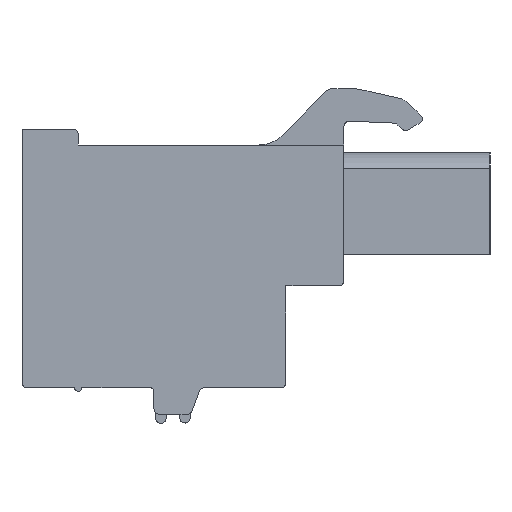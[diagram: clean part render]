
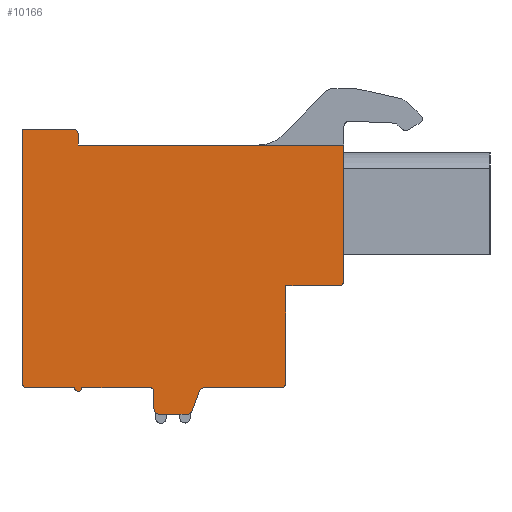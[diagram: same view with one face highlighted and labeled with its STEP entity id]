
A CAD part, left-side view. The second image highlights one B-rep face of the part: STEP entity #10166.
In plain terms, the highlighted planar face has unit normal (-1, 0, 0).
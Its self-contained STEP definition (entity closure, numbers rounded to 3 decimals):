
#102=DIRECTION('',(0.,0.,1.));
#103=VECTOR('',#102,5.5);
#104=CARTESIAN_POINT('',(-61.58,-2.36,-6.54));
#105=LINE('',#104,#103);
#110=CARTESIAN_POINT('',(-61.58,-5.36,-0.74));
#111=DIRECTION('',(1.,0.,0.));
#112=DIRECTION('',(0.,-1.,0.));
#113=AXIS2_PLACEMENT_3D('',#110,#111,#112);
#115=DIRECTION('',(0.,-1.,0.));
#116=VECTOR('',#115,3.);
#117=CARTESIAN_POINT('',(-61.58,-2.36,-1.04));
#118=LINE('',#117,#116);
#119=CARTESIAN_POINT('',(-61.58,-2.06,-6.54));
#120=DIRECTION('',(1.,0.,0.));
#121=DIRECTION('',(0.,-1.,0.));
#122=AXIS2_PLACEMENT_3D('',#119,#120,#121);
#124=DIRECTION('',(0.,1.,0.));
#125=VECTOR('',#124,4.34);
#126=CARTESIAN_POINT('',(-61.58,-2.06,-6.84));
#127=LINE('',#126,#125);
#128=CARTESIAN_POINT('',(-61.58,2.28,-7.14));
#129=DIRECTION('',(-1.,0.,0.));
#130=DIRECTION('',(0.,0.,1.));
#131=AXIS2_PLACEMENT_3D('',#128,#129,#130);
#133=DIRECTION('',(0.,0.345,-0.939));
#134=VECTOR('',#133,1.179);
#135=CARTESIAN_POINT('',(-61.58,2.562,-7.037));
#136=LINE('',#135,#134);
#137=CARTESIAN_POINT('',(-61.58,3.25,-8.04));
#138=DIRECTION('',(1.,0.,0.));
#139=DIRECTION('',(0.,-0.939,-0.345));
#140=AXIS2_PLACEMENT_3D('',#137,#138,#139);
#142=DIRECTION('',(0.,1.,0.));
#143=VECTOR('',#142,1.59);
#144=CARTESIAN_POINT('',(-61.58,3.25,-8.34));
#145=LINE('',#144,#143);
#146=CARTESIAN_POINT('',(-61.58,4.84,-8.04));
#147=DIRECTION('',(1.,0.,0.));
#148=DIRECTION('',(0.,0.,-1.));
#149=AXIS2_PLACEMENT_3D('',#146,#147,#148);
#151=DIRECTION('',(0.,0.,1.));
#152=VECTOR('',#151,1.);
#153=CARTESIAN_POINT('',(-61.58,5.14,-8.04));
#154=LINE('',#153,#152);
#155=CARTESIAN_POINT('',(-61.58,5.34,-7.04));
#156=DIRECTION('',(-1.,0.,0.));
#157=DIRECTION('',(0.,-1.,0.));
#158=AXIS2_PLACEMENT_3D('',#155,#156,#157);
#160=DIRECTION('',(0.,1.,0.));
#161=VECTOR('',#160,3.9);
#162=CARTESIAN_POINT('',(-61.58,5.34,-6.84));
#163=LINE('',#162,#161);
#164=CARTESIAN_POINT('',(-61.58,9.44,-6.84));
#165=DIRECTION('',(1.,0.,0.));
#166=DIRECTION('',(0.,-1.,0.));
#167=AXIS2_PLACEMENT_3D('',#164,#165,#166);
#169=DIRECTION('',(0.,1.,0.));
#170=VECTOR('',#169,2.7);
#171=CARTESIAN_POINT('',(-61.58,9.64,-6.84));
#172=LINE('',#171,#170);
#173=CARTESIAN_POINT('',(-61.58,12.34,-6.54));
#174=DIRECTION('',(1.,0.,0.));
#175=DIRECTION('',(0.,0.,-1.));
#176=AXIS2_PLACEMENT_3D('',#173,#174,#175);
#178=DIRECTION('',(0.,0.,1.));
#179=VECTOR('',#178,14.4);
#180=CARTESIAN_POINT('',(-61.58,12.64,-6.54));
#181=LINE('',#180,#179);
#182=DIRECTION('',(0.,-1.,0.));
#183=VECTOR('',#182,2.9);
#184=CARTESIAN_POINT('',(-61.58,12.64,7.86));
#185=LINE('',#184,#183);
#186=CARTESIAN_POINT('',(-61.58,9.74,7.56));
#187=DIRECTION('',(1.,0.,0.));
#188=DIRECTION('',(0.,0.,1.));
#189=AXIS2_PLACEMENT_3D('',#186,#187,#188);
#191=DIRECTION('',(0.,0.,-1.));
#192=VECTOR('',#191,0.6);
#193=CARTESIAN_POINT('',(-61.58,9.44,7.56));
#194=LINE('',#193,#192);
#195=DIRECTION('',(0.,-1.,0.));
#196=VECTOR('',#195,15.1);
#197=CARTESIAN_POINT('',(-61.58,9.44,6.96));
#198=LINE('',#197,#196);
#3053=DIRECTION('',(0.,0.,1.));
#3054=VECTOR('',#3053,7.7);
#3055=CARTESIAN_POINT('',(-61.58,-5.66,-0.74));
#3056=LINE('',#3055,#3054);
#7669=CARTESIAN_POINT('',(-61.58,9.44,6.96));
#7670=CARTESIAN_POINT('',(-61.58,-5.66,6.96));
#7671=VERTEX_POINT('',#7669);
#7672=VERTEX_POINT('',#7670);
#7673=CARTESIAN_POINT('',(-61.58,-2.36,-6.54));
#7674=CARTESIAN_POINT('',(-61.58,-2.06,-6.84));
#7675=VERTEX_POINT('',#7673);
#7676=VERTEX_POINT('',#7674);
#7677=CARTESIAN_POINT('',(-61.58,2.28,-6.84));
#7678=VERTEX_POINT('',#7677);
#7679=CARTESIAN_POINT('',(-61.58,2.562,-7.037));
#7680=VERTEX_POINT('',#7679);
#7681=CARTESIAN_POINT('',(-61.58,2.968,-8.143));
#7682=VERTEX_POINT('',#7681);
#7683=CARTESIAN_POINT('',(-61.58,3.25,-8.34));
#7684=VERTEX_POINT('',#7683);
#7685=CARTESIAN_POINT('',(-61.58,4.84,-8.34));
#7686=VERTEX_POINT('',#7685);
#7687=CARTESIAN_POINT('',(-61.58,5.14,-8.04));
#7688=VERTEX_POINT('',#7687);
#7689=CARTESIAN_POINT('',(-61.58,5.14,-7.04));
#7690=VERTEX_POINT('',#7689);
#7691=CARTESIAN_POINT('',(-61.58,5.34,-6.84));
#7692=VERTEX_POINT('',#7691);
#7693=CARTESIAN_POINT('',(-61.58,9.24,-6.84));
#7694=VERTEX_POINT('',#7693);
#7695=CARTESIAN_POINT('',(-61.58,9.64,-6.84));
#7696=VERTEX_POINT('',#7695);
#7697=CARTESIAN_POINT('',(-61.58,12.34,-6.84));
#7698=VERTEX_POINT('',#7697);
#7699=CARTESIAN_POINT('',(-61.58,12.64,-6.54));
#7700=VERTEX_POINT('',#7699);
#7701=CARTESIAN_POINT('',(-61.58,12.64,7.86));
#7702=VERTEX_POINT('',#7701);
#7703=CARTESIAN_POINT('',(-61.58,9.74,7.86));
#7704=VERTEX_POINT('',#7703);
#7705=CARTESIAN_POINT('',(-61.58,9.44,7.56));
#7706=VERTEX_POINT('',#7705);
#9949=CARTESIAN_POINT('',(-61.58,-5.66,-0.74));
#9950=VERTEX_POINT('',#9949);
#9951=CARTESIAN_POINT('',(-61.58,-2.36,-1.04));
#9952=VERTEX_POINT('',#9951);
#9953=CARTESIAN_POINT('',(-61.58,-5.36,-1.04));
#9954=VERTEX_POINT('',#9953);
#10118=CARTESIAN_POINT('',(-61.58,0.,0.));
#10119=DIRECTION('',(1.,0.,0.));
#10120=DIRECTION('',(0.,-1.,0.));
#10121=AXIS2_PLACEMENT_3D('',#10118,#10119,#10120);
#10122=PLANE('',#10121);
#10123=ORIENTED_EDGE('',*,*,#10082,.T.);
#10124=ORIENTED_EDGE('',*,*,#10097,.F.);
#10125=ORIENTED_EDGE('',*,*,#10109,.F.);
#10127=ORIENTED_EDGE('',*,*,#10126,.T.);
#10129=ORIENTED_EDGE('',*,*,#10128,.T.);
#10131=ORIENTED_EDGE('',*,*,#10130,.T.);
#10133=ORIENTED_EDGE('',*,*,#10132,.T.);
#10135=ORIENTED_EDGE('',*,*,#10134,.T.);
#10137=ORIENTED_EDGE('',*,*,#10136,.T.);
#10139=ORIENTED_EDGE('',*,*,#10138,.T.);
#10141=ORIENTED_EDGE('',*,*,#10140,.T.);
#10143=ORIENTED_EDGE('',*,*,#10142,.T.);
#10145=ORIENTED_EDGE('',*,*,#10144,.T.);
#10147=ORIENTED_EDGE('',*,*,#10146,.T.);
#10149=ORIENTED_EDGE('',*,*,#10148,.T.);
#10151=ORIENTED_EDGE('',*,*,#10150,.T.);
#10153=ORIENTED_EDGE('',*,*,#10152,.T.);
#10155=ORIENTED_EDGE('',*,*,#10154,.T.);
#10157=ORIENTED_EDGE('',*,*,#10156,.T.);
#10159=ORIENTED_EDGE('',*,*,#10158,.T.);
#10161=ORIENTED_EDGE('',*,*,#10160,.T.);
#10163=ORIENTED_EDGE('',*,*,#10162,.F.);
#10164=EDGE_LOOP('',(#10123,#10124,#10125,#10127,#10129,#10131,#10133,#10135,
#10137,#10139,#10141,#10143,#10145,#10147,#10149,#10151,#10153,#10155,#10157,
#10159,#10161,#10163));
#10165=FACE_OUTER_BOUND('',#10164,.F.);
#10166=ADVANCED_FACE('',(#10165),#10122,.F.);
#114=CIRCLE('',#113,0.3);
#123=CIRCLE('',#122,0.3);
#132=CIRCLE('',#131,0.3);
#141=CIRCLE('',#140,0.3);
#150=CIRCLE('',#149,0.3);
#159=CIRCLE('',#158,0.2);
#168=CIRCLE('',#167,0.2);
#177=CIRCLE('',#176,0.3);
#190=CIRCLE('',#189,0.3);
#10082=EDGE_CURVE('',#9950,#9954,#114,.T.);
#10097=EDGE_CURVE('',#9952,#9954,#118,.T.);
#10109=EDGE_CURVE('',#7675,#9952,#105,.T.);
#10126=EDGE_CURVE('',#7675,#7676,#123,.T.);
#10128=EDGE_CURVE('',#7676,#7678,#127,.T.);
#10130=EDGE_CURVE('',#7678,#7680,#132,.T.);
#10132=EDGE_CURVE('',#7680,#7682,#136,.T.);
#10134=EDGE_CURVE('',#7682,#7684,#141,.T.);
#10136=EDGE_CURVE('',#7684,#7686,#145,.T.);
#10138=EDGE_CURVE('',#7686,#7688,#150,.T.);
#10140=EDGE_CURVE('',#7688,#7690,#154,.T.);
#10142=EDGE_CURVE('',#7690,#7692,#159,.T.);
#10144=EDGE_CURVE('',#7692,#7694,#163,.T.);
#10146=EDGE_CURVE('',#7694,#7696,#168,.T.);
#10148=EDGE_CURVE('',#7696,#7698,#172,.T.);
#10150=EDGE_CURVE('',#7698,#7700,#177,.T.);
#10152=EDGE_CURVE('',#7700,#7702,#181,.T.);
#10154=EDGE_CURVE('',#7702,#7704,#185,.T.);
#10156=EDGE_CURVE('',#7704,#7706,#190,.T.);
#10158=EDGE_CURVE('',#7706,#7671,#194,.T.);
#10160=EDGE_CURVE('',#7671,#7672,#198,.T.);
#10162=EDGE_CURVE('',#9950,#7672,#3056,.T.);
